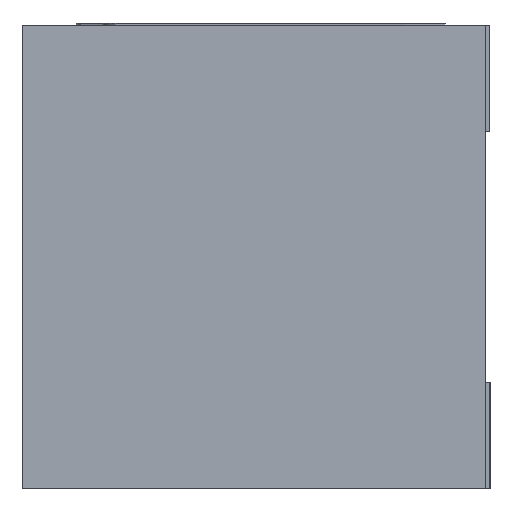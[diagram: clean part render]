
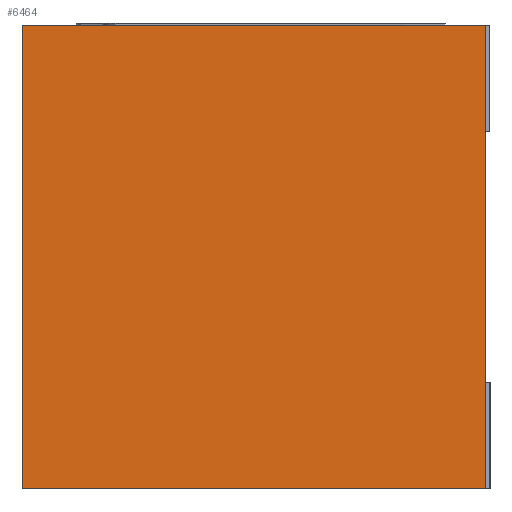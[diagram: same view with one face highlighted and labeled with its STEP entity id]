
A CAD part, left-side view. The second image highlights one B-rep face of the part: STEP entity #6464.
In plain terms, the highlighted planar face has unit normal (-1, 0, 0).
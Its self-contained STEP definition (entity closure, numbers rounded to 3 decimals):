
#192 = ORIENTED_EDGE ( 'NONE', *, *, #7724, .F. ) ;
#564 = VERTEX_POINT ( 'NONE', #7428 ) ;
#661 = CARTESIAN_POINT ( 'NONE',  ( -18.5, 3.5, -2.5 ) ) ;
#737 = EDGE_LOOP ( 'NONE', ( #8350, #192, #9367, #1358 ) ) ;
#778 = CARTESIAN_POINT ( 'NONE',  ( -18.5, 0., 2.5 ) ) ;
#1228 = DIRECTION ( 'NONE',  ( -1., 0., 0. ) ) ;
#1358 = ORIENTED_EDGE ( 'NONE', *, *, #6839, .T. ) ;
#1434 = DIRECTION ( 'NONE',  ( 0., -1., 0. ) ) ;
#1437 = FACE_OUTER_BOUND ( 'NONE', #737, .T. ) ;
#1959 = EDGE_CURVE ( 'NONE', #4109, #564, #6038, .T. ) ;
#2646 = LINE ( 'NONE', #6095, #4619 ) ;
#2681 = PLANE ( 'NONE',  #7530 ) ;
#2873 = CARTESIAN_POINT ( 'NONE',  ( -18.5, 0., 0. ) ) ;
#3295 = CARTESIAN_POINT ( 'NONE',  ( -18.5, 3.5, 2.5 ) ) ;
#4109 = VERTEX_POINT ( 'NONE', #778 ) ;
#4619 = VECTOR ( 'NONE', #7553, 1000. ) ;
#5343 = CARTESIAN_POINT ( 'NONE',  ( -18.5, 5., 2.5 ) ) ;
#5648 = CARTESIAN_POINT ( 'NONE',  ( -18.5, 3.5, 0. ) ) ;
#6038 = LINE ( 'NONE', #2873, #6960 ) ;
#6095 = CARTESIAN_POINT ( 'NONE',  ( -18.5, 5., 0. ) ) ;
#6224 = VERTEX_POINT ( 'NONE', #5343 ) ;
#6408 = DIRECTION ( 'NONE',  ( 0., 0., 1. ) ) ;
#6464 = ADVANCED_FACE ( 'NONE', ( #1437 ), #2681, .T. ) ;
#6628 = VECTOR ( 'NONE', #1434, 1000. ) ;
#6839 = EDGE_CURVE ( 'NONE', #7742, #564, #8626, .T. ) ;
#6960 = VECTOR ( 'NONE', #8063, 1000. ) ;
#7428 = CARTESIAN_POINT ( 'NONE',  ( -18.5, 0., -2.5 ) ) ;
#7523 = LINE ( 'NONE', #3295, #7755 ) ;
#7530 = AXIS2_PLACEMENT_3D ( 'NONE', #5648, #1228, #6408 ) ;
#7553 = DIRECTION ( 'NONE',  ( 0., 0., 1. ) ) ;
#7724 = EDGE_CURVE ( 'NONE', #6224, #4109, #7523, .T. ) ;
#7742 = VERTEX_POINT ( 'NONE', #9239 ) ;
#7755 = VECTOR ( 'NONE', #8522, 1000. ) ;
#8063 = DIRECTION ( 'NONE',  ( 0., 0., -1. ) ) ;
#8182 = EDGE_CURVE ( 'NONE', #7742, #6224, #2646, .T. ) ;
#8350 = ORIENTED_EDGE ( 'NONE', *, *, #1959, .F. ) ;
#8522 = DIRECTION ( 'NONE',  ( 0., -1., 0. ) ) ;
#8626 = LINE ( 'NONE', #661, #6628 ) ;
#9239 = CARTESIAN_POINT ( 'NONE',  ( -18.5, 5., -2.5 ) ) ;
#9367 = ORIENTED_EDGE ( 'NONE', *, *, #8182, .F. ) ;
